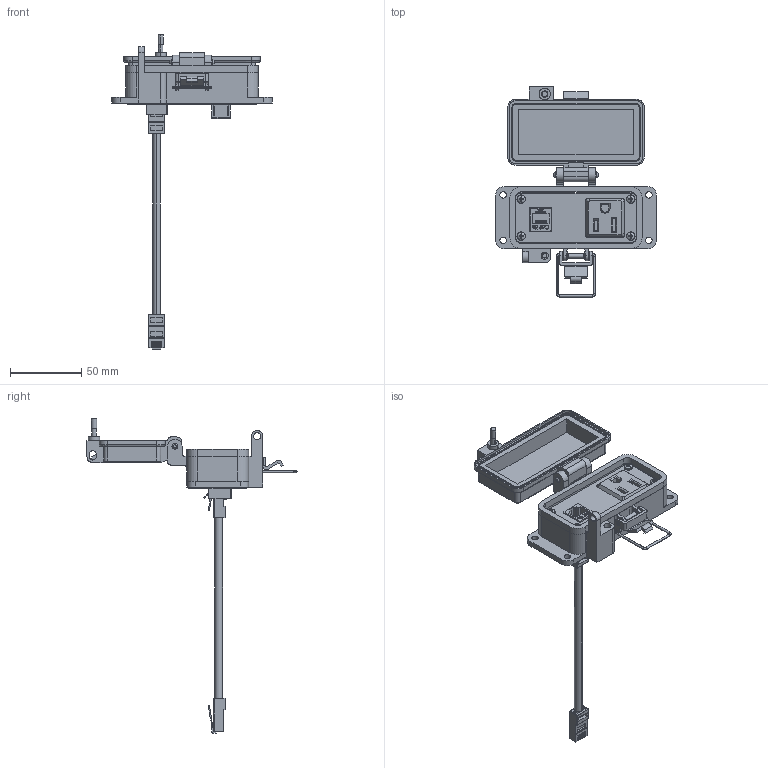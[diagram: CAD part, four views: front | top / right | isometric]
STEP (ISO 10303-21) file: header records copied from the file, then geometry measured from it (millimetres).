
FILE_DESCRIPTION (( 'STEP AP203' ), '1' );
FILE_NAME ('P-R13-F2R0_3D.STEP', '2025-02-21T15:45:47', ( '' ), ( '' ), 'SwSTEP 2.0', 'SolidWorks 2023', '' );
FILE_SCHEMA (( 'CONFIG_CONTROL_DESIGN' ));
Length unit declared in the file: inch
Products named in the file (11): P-R13-F2R0_3D; P-R13-F2R0_FP060_1; 92005A124_METRIC PAN HEAD PHILLIPS MACHINE SCREW_92005A124; EBP; Z-H-F2_B; Z-020-3070; Z-200-OTLT-R0SQ; Z-300-RJ45CAT5; -F2; R13; R
Assembly tree (13 placements, depth 3):
  P-R13-F2R0_3D
    -F2
      Z-H-F2_B
    EBP
    P-R13-F2R0_FP060_1
    R
      Z-200-OTLT-R0SQ
    R13
      Z-300-RJ45CAT5
      Z-020-3070
    92005A124_METRIC PAN HEAD PHILLIPS MACHINE SCREW_92005A124  x4
Bounding box: 113 x 147.61 x 220.86 mm (x, y, z)
Volume: 98399.3 mm3; surface area: 78565.4 mm2
Topology: 23 solids, 23 shells, 2265 faces, 6287 edges, 4128 vertices
Faces by surface type: cylinder 1014, plane 992, bspline 190, cone 45, torus 16, sphere 8
Entity records: 66919 total; most frequent: CARTESIAN_POINT 23385, ORIENTED_EDGE 9378, DIRECTION 7951, EDGE_CURVE 4689, LINE 3097, VECTOR 3097, VERTEX_POINT 3081, AXIS2_PLACEMENT_3D 2427
